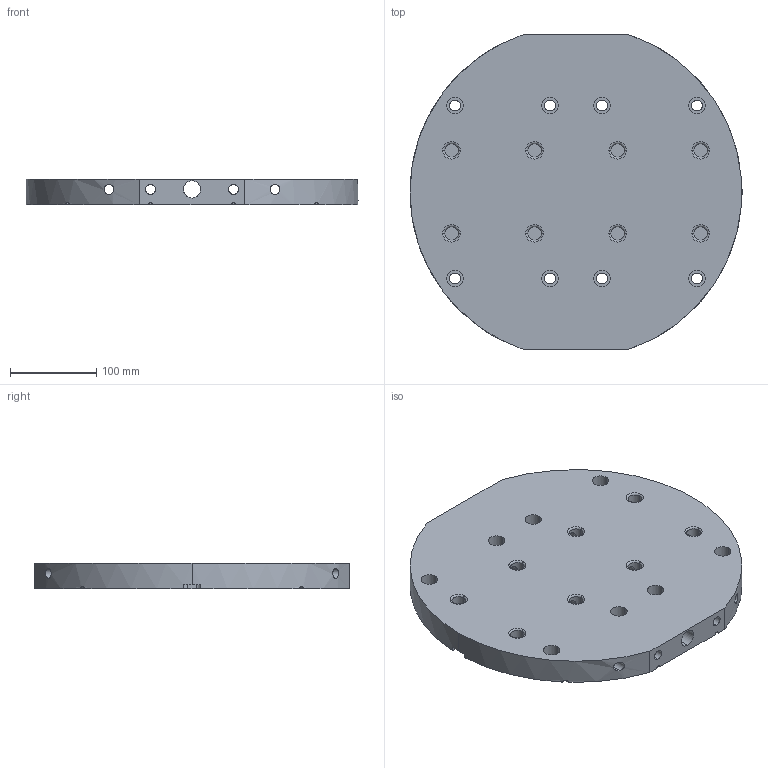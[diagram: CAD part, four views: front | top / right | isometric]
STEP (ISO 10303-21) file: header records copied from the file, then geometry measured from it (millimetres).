
FILE_DESCRIPTION (( 'STEP AP203' ), '1' );
FILE_NAME ('SF-M-96X96-8067.STEP', '2025-03-14T06:03:25', ( '微软用户' ), ( '微软中国' ), 'SwSTEP 2.0', 'SolidWorks 2016', '' );
FILE_SCHEMA (( 'CONFIG_CONTROL_DESIGN' ));
Length unit declared in the file: millimetre
Products named in the file (1): SF-M-96X96-8067
Bounding box: 383.97 x 364 x 30 mm (x, y, z)
Volume: 3021580.2 mm3; surface area: 359110.2 mm2
Topology: 1 solids, 1 shells, 171 faces, 438 edges, 280 vertices
Faces by surface type: cylinder 105, plane 42, torus 16, cone 8
Entity records: 6719 total; most frequent: CARTESIAN_POINT 2342, DIRECTION 946, ORIENTED_EDGE 860, EDGE_CURVE 430, AXIS2_PLACEMENT_3D 390, VERTEX_POINT 280, EDGE_LOOP 226, CIRCLE 218
